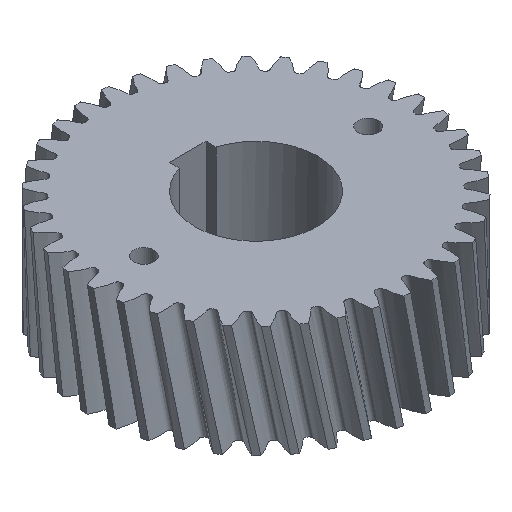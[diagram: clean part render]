
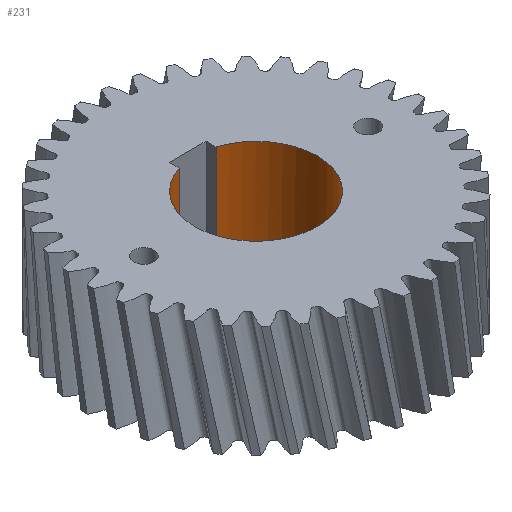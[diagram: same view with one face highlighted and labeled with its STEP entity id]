
A CAD part, isometric view. The second image highlights one B-rep face of the part: STEP entity #231.
In plain terms, the highlighted free-form (B-spline) face has degree [2, 1] with [7, 2] control points.
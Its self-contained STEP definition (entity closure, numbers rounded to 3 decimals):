
#144 = VERTEX_POINT('',#145);
#145 = CARTESIAN_POINT('',(12.351,39.273,
    -75.477));
#152 = EDGE_CURVE('',#153,#144,#155,.T.);
#153 = VERTEX_POINT('',#154);
#154 = CARTESIAN_POINT('',(12.351,39.273,0.));
#155 = B_SPLINE_CURVE_WITH_KNOTS('',1,(#156,#157),.UNSPECIFIED.,.F.,.F.,
  (2,2),(0.,55.),.PIECEWISE_BEZIER_KNOTS.);
#156 = CARTESIAN_POINT('',(12.351,39.273,0.));
#157 = CARTESIAN_POINT('',(12.351,39.273,
    -75.477));
#208 = VERTEX_POINT('',#209);
#209 = CARTESIAN_POINT('',(-12.351,39.273,
    -75.477));
#216 = VERTEX_POINT('',#217);
#217 = CARTESIAN_POINT('',(-12.351,39.273,0.));
#222 = EDGE_CURVE('',#216,#208,#223,.T.);
#223 = B_SPLINE_CURVE_WITH_KNOTS('',1,(#224,#225),.UNSPECIFIED.,.F.,.F.,
  (2,2),(0.,55.),.PIECEWISE_BEZIER_KNOTS.);
#224 = CARTESIAN_POINT('',(-12.351,39.273,0.));
#225 = CARTESIAN_POINT('',(-12.351,39.273,
    -75.477));
#231 = ADVANCED_FACE('',(#232),#256,.F.);
#232 = FACE_BOUND('',#233,.F.);
#233 = EDGE_LOOP('',(#234,#235,#245,#246));
#234 = ORIENTED_EDGE('',*,*,#152,.F.);
#235 = ORIENTED_EDGE('',*,*,#236,.T.);
#236 = EDGE_CURVE('',#153,#216,#237,.T.);
#237 = ( BOUNDED_CURVE() B_SPLINE_CURVE(2,(#238,#239,#240,#241,#242,#243
,#244),.UNSPECIFIED.,.F.,.F.) B_SPLINE_CURVE_WITH_KNOTS((3,2,2,3),(
    0.609,2.501,4.392,6.283),
.PIECEWISE_BEZIER_KNOTS.) CURVE() GEOMETRIC_REPRESENTATION_ITEM() 
RATIONAL_B_SPLINE_CURVE((1.,0.585,1.,0.585,1.,
0.585,1.)) REPRESENTATION_ITEM('') );
#238 = CARTESIAN_POINT('',(12.351,39.273,0.));
#239 = CARTESIAN_POINT('',(66.766,22.16,0.));
#240 = CARTESIAN_POINT('',(33.383,-24.094,0.));
#241 = CARTESIAN_POINT('',(0.,-70.347,0.));
#242 = CARTESIAN_POINT('',(-33.383,-24.094,0.));
#243 = CARTESIAN_POINT('',(-66.766,22.16,0.));
#244 = CARTESIAN_POINT('',(-12.351,39.273,0.));
#245 = ORIENTED_EDGE('',*,*,#222,.T.);
#246 = ORIENTED_EDGE('',*,*,#247,.T.);
#247 = EDGE_CURVE('',#208,#144,#248,.T.);
#248 = ( BOUNDED_CURVE() B_SPLINE_CURVE(2,(#249,#250,#251,#252,#253,#254
,#255),.UNSPECIFIED.,.F.,.F.) B_SPLINE_CURVE_WITH_KNOTS((3,2,2,3),(0.,
    1.891,3.783,5.674),
.PIECEWISE_BEZIER_KNOTS.) CURVE() GEOMETRIC_REPRESENTATION_ITEM() 
RATIONAL_B_SPLINE_CURVE((1.,0.585,1.,0.585,1.,
0.585,1.)) REPRESENTATION_ITEM('') );
#249 = CARTESIAN_POINT('',(-12.351,39.273,
    -75.477));
#250 = CARTESIAN_POINT('',(-66.766,22.16,
    -75.477));
#251 = CARTESIAN_POINT('',(-33.383,-24.094,
    -75.477));
#252 = CARTESIAN_POINT('',(0.,-70.347,
    -75.477));
#253 = CARTESIAN_POINT('',(33.383,-24.094,
    -75.477));
#254 = CARTESIAN_POINT('',(66.766,22.16,
    -75.477));
#255 = CARTESIAN_POINT('',(12.351,39.273,
    -75.477));
#256 = ( BOUNDED_SURFACE() B_SPLINE_SURFACE(2,1,(
    (#257,#258)
    ,(#259,#260)
    ,(#261,#262)
    ,(#263,#264)
    ,(#265,#266)
    ,(#267,#268)
,(#269,#270
    )),.UNSPECIFIED.,.F.,.F.,.F.) B_SPLINE_SURFACE_WITH_KNOTS((3,2,2,3),
  (2,2),(3.446,5.338,7.229,9.12),(
0.,55.),.PIECEWISE_BEZIER_KNOTS.) GEOMETRIC_REPRESENTATION_ITEM() 
RATIONAL_B_SPLINE_SURFACE((
    (1.,1.)
    ,(0.585,0.585)
    ,(1.,1.)
    ,(0.585,0.585)
    ,(1.,1.)
    ,(0.585,0.585)
,(1.,1.))) REPRESENTATION_ITEM('') SURFACE() );
#257 = CARTESIAN_POINT('',(12.351,39.273,0.));
#258 = CARTESIAN_POINT('',(12.351,39.273,
    -75.477));
#259 = CARTESIAN_POINT('',(66.766,22.16,0.));
#260 = CARTESIAN_POINT('',(66.766,22.16,
    -75.477));
#261 = CARTESIAN_POINT('',(33.383,-24.094,0.));
#262 = CARTESIAN_POINT('',(33.383,-24.094,
    -75.477));
#263 = CARTESIAN_POINT('',(0.,-70.347,0.));
#264 = CARTESIAN_POINT('',(0.,-70.347,
    -75.477));
#265 = CARTESIAN_POINT('',(-33.383,-24.094,0.));
#266 = CARTESIAN_POINT('',(-33.383,-24.094,
    -75.477));
#267 = CARTESIAN_POINT('',(-66.766,22.16,0.));
#268 = CARTESIAN_POINT('',(-66.766,22.16,
    -75.477));
#269 = CARTESIAN_POINT('',(-12.351,39.273,0.));
#270 = CARTESIAN_POINT('',(-12.351,39.273,
    -75.477));
